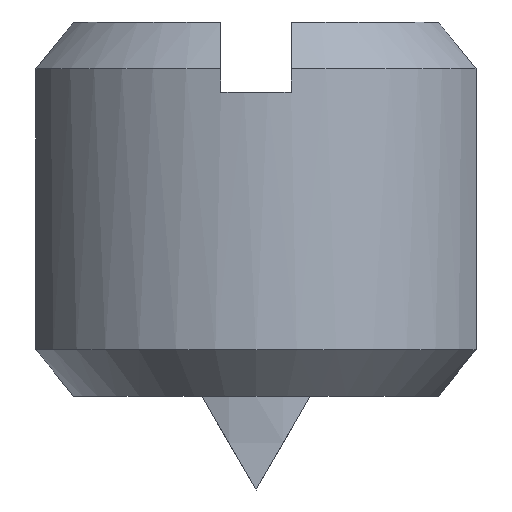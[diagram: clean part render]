
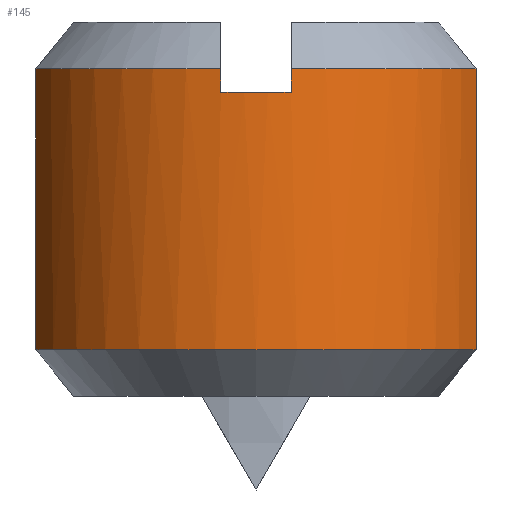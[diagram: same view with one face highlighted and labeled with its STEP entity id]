
A CAD part, front view. The second image highlights one B-rep face of the part: STEP entity #145.
In plain terms, the highlighted cylindrical face has radius 5 mm (diameter 10 mm), a partial arc.
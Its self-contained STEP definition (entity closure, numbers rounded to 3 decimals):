
#29 = DIRECTION ( 'NONE',  ( 1., 0., 0. ) ) ;
#65 = AXIS2_PLACEMENT_3D ( 'NONE', #865, #784, #445 ) ;
#66 = CYLINDRICAL_SURFACE ( 'NONE', #870, 5. ) ;
#70 = ORIENTED_EDGE ( 'NONE', *, *, #833, .T. ) ;
#75 = ORIENTED_EDGE ( 'NONE', *, *, #157, .T. ) ;
#78 = CARTESIAN_POINT ( 'NONE',  ( 4.702, -1.702, -7. ) ) ;
#95 = CARTESIAN_POINT ( 'NONE',  ( 4.702, -1.702, -1. ) ) ;
#107 = VECTOR ( 'NONE', #485, 1000. ) ;
#110 = DIRECTION ( 'NONE',  ( 0., 0., 1. ) ) ;
#137 = EDGE_CURVE ( 'NONE', #166, #603, #331, .T. ) ;
#145 = ADVANCED_FACE ( 'NONE', ( #647 ), #66, .T. ) ;
#157 = EDGE_CURVE ( 'NONE', #401, #869, #831, .T. ) ;
#162 = CARTESIAN_POINT ( 'NONE',  ( -4.702, -1.702, -7. ) ) ;
#166 = VERTEX_POINT ( 'NONE', #621 ) ;
#201 = CARTESIAN_POINT ( 'NONE',  ( 0., 0., -1. ) ) ;
#219 = CARTESIAN_POINT ( 'NONE',  ( 0.75, -4.943, -1. ) ) ;
#225 = CIRCLE ( 'NONE', #288, 5. ) ;
#269 = ORIENTED_EDGE ( 'NONE', *, *, #440, .T. ) ;
#275 = DIRECTION ( 'NONE',  ( 0., 0., 1. ) ) ;
#288 = AXIS2_PLACEMENT_3D ( 'NONE', #201, #275, #353 ) ;
#311 = EDGE_CURVE ( 'NONE', #560, #635, #412, .T. ) ;
#312 = CIRCLE ( 'NONE', #601, 5. ) ;
#331 = CIRCLE ( 'NONE', #535, 5. ) ;
#339 = CARTESIAN_POINT ( 'NONE',  ( 0., 0., -1. ) ) ;
#346 = EDGE_CURVE ( 'NONE', #401, #635, #225, .T. ) ;
#350 = DIRECTION ( 'NONE',  ( 0., 0., 1. ) ) ;
#353 = DIRECTION ( 'NONE',  ( 1., 0., 0. ) ) ;
#358 = VERTEX_POINT ( 'NONE', #566 ) ;
#359 = EDGE_CURVE ( 'NONE', #454, #560, #312, .T. ) ;
#367 = CARTESIAN_POINT ( 'NONE',  ( 0.75, -4.943, -1.5 ) ) ;
#368 = CIRCLE ( 'NONE', #65, 5. ) ;
#401 = VERTEX_POINT ( 'NONE', #219 ) ;
#406 = ORIENTED_EDGE ( 'NONE', *, *, #311, .T. ) ;
#411 = CARTESIAN_POINT ( 'NONE',  ( 0.75, -4.943, 0. ) ) ;
#412 = LINE ( 'NONE', #850, #507 ) ;
#424 = DIRECTION ( 'NONE',  ( 1., 0., 0. ) ) ;
#430 = CARTESIAN_POINT ( 'NONE',  ( -0.75, -4.943, 0. ) ) ;
#440 = EDGE_CURVE ( 'NONE', #869, #358, #368, .T. ) ;
#445 = DIRECTION ( 'NONE',  ( -1., 0., 0. ) ) ;
#454 = VERTEX_POINT ( 'NONE', #162 ) ;
#485 = DIRECTION ( 'NONE',  ( 0., 0., -1. ) ) ;
#507 = VECTOR ( 'NONE', #623, 1000. ) ;
#535 = AXIS2_PLACEMENT_3D ( 'NONE', #339, #616, #29 ) ;
#536 = CARTESIAN_POINT ( 'NONE',  ( -0.75, -4.943, -1. ) ) ;
#538 = ORIENTED_EDGE ( 'NONE', *, *, #805, .T. ) ;
#555 = CARTESIAN_POINT ( 'NONE',  ( 0., 0., -7. ) ) ;
#560 = VERTEX_POINT ( 'NONE', #78 ) ;
#566 = CARTESIAN_POINT ( 'NONE',  ( -0.75, -4.943, -1.5 ) ) ;
#601 = AXIS2_PLACEMENT_3D ( 'NONE', #555, #350, #424 ) ;
#603 = VERTEX_POINT ( 'NONE', #536 ) ;
#610 = DIRECTION ( 'NONE',  ( 0., 0., 1. ) ) ;
#612 = LINE ( 'NONE', #858, #673 ) ;
#616 = DIRECTION ( 'NONE',  ( 0., 0., 1. ) ) ;
#621 = CARTESIAN_POINT ( 'NONE',  ( -4.702, -1.702, -1. ) ) ;
#623 = DIRECTION ( 'NONE',  ( 0., 0., 1. ) ) ;
#635 = VERTEX_POINT ( 'NONE', #95 ) ;
#641 = ORIENTED_EDGE ( 'NONE', *, *, #137, .F. ) ;
#647 = FACE_OUTER_BOUND ( 'NONE', #726, .T. ) ;
#651 = DIRECTION ( 'NONE',  ( 0., 0., -1. ) ) ;
#667 = ORIENTED_EDGE ( 'NONE', *, *, #346, .F. ) ;
#673 = VECTOR ( 'NONE', #651, 1000. ) ;
#676 = ORIENTED_EDGE ( 'NONE', *, *, #359, .T. ) ;
#682 = DIRECTION ( 'NONE',  ( 1., 0., 0. ) ) ;
#710 = VECTOR ( 'NONE', #110, 1000. ) ;
#726 = EDGE_LOOP ( 'NONE', ( #641, #70, #676, #406, #667, #75, #269, #538 ) ) ;
#784 = DIRECTION ( 'NONE',  ( 0., 0., -1. ) ) ;
#805 = EDGE_CURVE ( 'NONE', #358, #603, #820, .T. ) ;
#820 = LINE ( 'NONE', #430, #710 ) ;
#831 = LINE ( 'NONE', #411, #107 ) ;
#833 = EDGE_CURVE ( 'NONE', #166, #454, #612, .T. ) ;
#839 = CARTESIAN_POINT ( 'NONE',  ( 0., 0., 0. ) ) ;
#850 = CARTESIAN_POINT ( 'NONE',  ( 4.702, -1.702, 0. ) ) ;
#858 = CARTESIAN_POINT ( 'NONE',  ( -4.702, -1.702, 0. ) ) ;
#865 = CARTESIAN_POINT ( 'NONE',  ( 0., 0., -1.5 ) ) ;
#869 = VERTEX_POINT ( 'NONE', #367 ) ;
#870 = AXIS2_PLACEMENT_3D ( 'NONE', #839, #610, #682 ) ;
